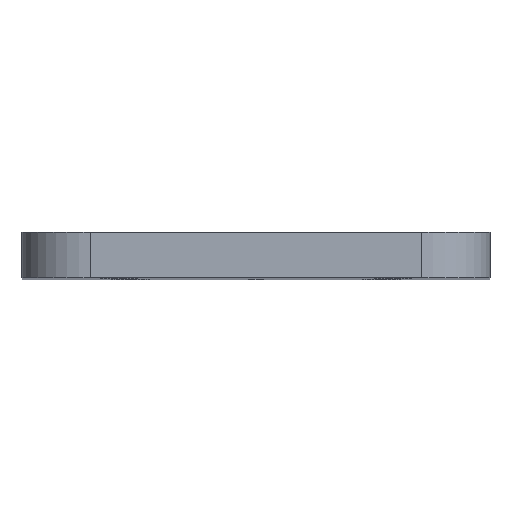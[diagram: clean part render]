
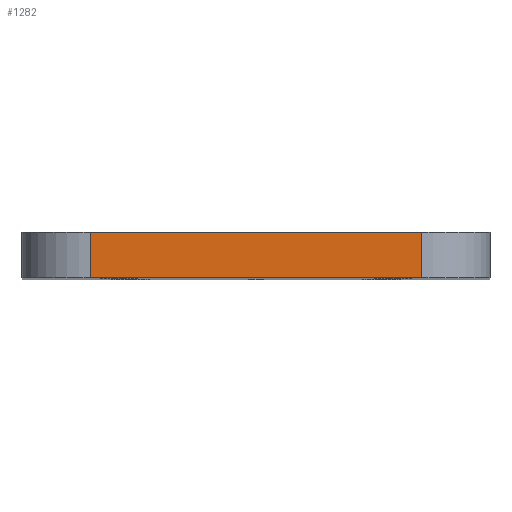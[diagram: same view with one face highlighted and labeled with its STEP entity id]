
A CAD part, top view. The second image highlights one B-rep face of the part: STEP entity #1282.
In plain terms, the highlighted planar face has unit normal (0, 0, 1).
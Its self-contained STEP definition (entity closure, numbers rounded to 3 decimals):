
#21 = CARTESIAN_POINT ( 'NONE',  ( 29., 4., 42. ) ) ;
#122 = CARTESIAN_POINT ( 'NONE',  ( -41., 4., 42. ) ) ;
#308 = LINE ( 'NONE', #989, #1642 ) ;
#366 = FACE_OUTER_BOUND ( 'NONE', #763, .T. ) ;
#400 = ORIENTED_EDGE ( 'NONE', *, *, #855, .T. ) ;
#441 = ORIENTED_EDGE ( 'NONE', *, *, #455, .T. ) ;
#447 = VERTEX_POINT ( 'NONE', #1677 ) ;
#455 = EDGE_CURVE ( 'NONE', #1585, #555, #1092, .T. ) ;
#555 = VERTEX_POINT ( 'NONE', #1570 ) ;
#622 = DIRECTION ( 'NONE',  ( 0., 0., -1. ) ) ;
#646 = ORIENTED_EDGE ( 'NONE', *, *, #1332, .F. ) ;
#669 = VECTOR ( 'NONE', #1138, 1000. ) ;
#763 = EDGE_LOOP ( 'NONE', ( #646, #441, #400, #1623 ) ) ;
#855 = EDGE_CURVE ( 'NONE', #555, #447, #1685, .T. ) ;
#862 = DIRECTION ( 'NONE',  ( 1., 0., 0. ) ) ;
#870 = CARTESIAN_POINT ( 'NONE',  ( -41., 4., 42. ) ) ;
#905 = VECTOR ( 'NONE', #1037, 1000. ) ;
#989 = CARTESIAN_POINT ( 'NONE',  ( 29., 4., 42. ) ) ;
#1009 = AXIS2_PLACEMENT_3D ( 'NONE', #122, #622, #1016 ) ;
#1014 = VERTEX_POINT ( 'NONE', #21 ) ;
#1016 = DIRECTION ( 'NONE',  ( -1., 0., 0. ) ) ;
#1025 = LINE ( 'NONE', #870, #669 ) ;
#1037 = DIRECTION ( 'NONE',  ( 0., -1., 0. ) ) ;
#1092 = LINE ( 'NONE', #1668, #905 ) ;
#1138 = DIRECTION ( 'NONE',  ( 1., 0., 0. ) ) ;
#1186 = VECTOR ( 'NONE', #862, 1000. ) ;
#1260 = CARTESIAN_POINT ( 'NONE',  ( -41., -4., 42. ) ) ;
#1282 = ADVANCED_FACE ( 'NONE', ( #366 ), #1301, .F. ) ;
#1301 = PLANE ( 'NONE',  #1009 ) ;
#1332 = EDGE_CURVE ( 'NONE', #1585, #1014, #1025, .T. ) ;
#1377 = DIRECTION ( 'NONE',  ( 0., 1., 0. ) ) ;
#1570 = CARTESIAN_POINT ( 'NONE',  ( -29., -4., 42. ) ) ;
#1585 = VERTEX_POINT ( 'NONE', #1600 ) ;
#1600 = CARTESIAN_POINT ( 'NONE',  ( -29., 4., 42. ) ) ;
#1623 = ORIENTED_EDGE ( 'NONE', *, *, #1673, .T. ) ;
#1642 = VECTOR ( 'NONE', #1377, 1000. ) ;
#1668 = CARTESIAN_POINT ( 'NONE',  ( -29., 4., 42. ) ) ;
#1673 = EDGE_CURVE ( 'NONE', #447, #1014, #308, .T. ) ;
#1677 = CARTESIAN_POINT ( 'NONE',  ( 29., -4., 42. ) ) ;
#1685 = LINE ( 'NONE', #1260, #1186 ) ;
